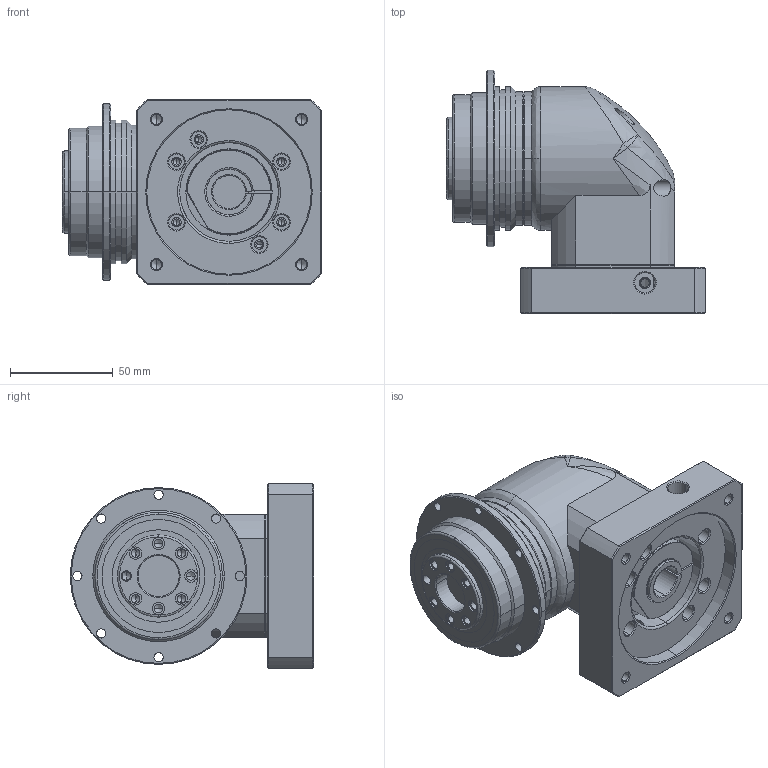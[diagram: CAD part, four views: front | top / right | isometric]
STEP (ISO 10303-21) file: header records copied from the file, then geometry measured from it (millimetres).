
FILE_DESCRIPTION (( 'STEP AP214' ), '1' );
FILE_NAME ('SDL064-L1-16-80-100M6.STEP', '2022-02-25T00:24:13', ( 'admin' ), ( '' ), 'SwSTEP 2.0', 'SolidWorks 2013', '' );
FILE_SCHEMA (( 'AUTOMOTIVE_DESIGN' ));
Length unit declared in the file: millimetre
Products named in the file (6): SD064; 19_X2_8F6C_X0_16_X2_5957_X0_; SDL060-80-100M6; SDL060_X2_8F9351658F7495017D2773AF_X0_-19; SDL060_X2_94DD58F3_X0_-19; SDL064-L1-16-80-100M6
Assembly tree (5 placements, depth 2):
  SDL064-L1-16-80-100M6
    SDL060_X2_94DD58F3_X0_-19
    SDL060_X2_8F9351658F7495017D2773AF_X0_-19
    SDL060-80-100M6
    19_X2_8F6C_X0_16_X2_5957_X0_
    SD064
Bounding box: 126 x 118.5 x 90 mm (x, y, z)
Volume: 572208.1 mm3; surface area: 105299.4 mm2
Topology: 11 solids, 11 shells, 514 faces, 1273 edges, 771 vertices
Faces by surface type: cylinder 235, cone 135, plane 105, bspline 37, torus 2
Entity records: 23767 total; most frequent: CARTESIAN_POINT 5851, DIRECTION 2610, ORIENTED_EDGE 2402, EDGE_CURVE 1201, AXIS2_PLACEMENT_3D 1079, VERTEX_POINT 771, EDGE_LOOP 626, CIRCLE 594
